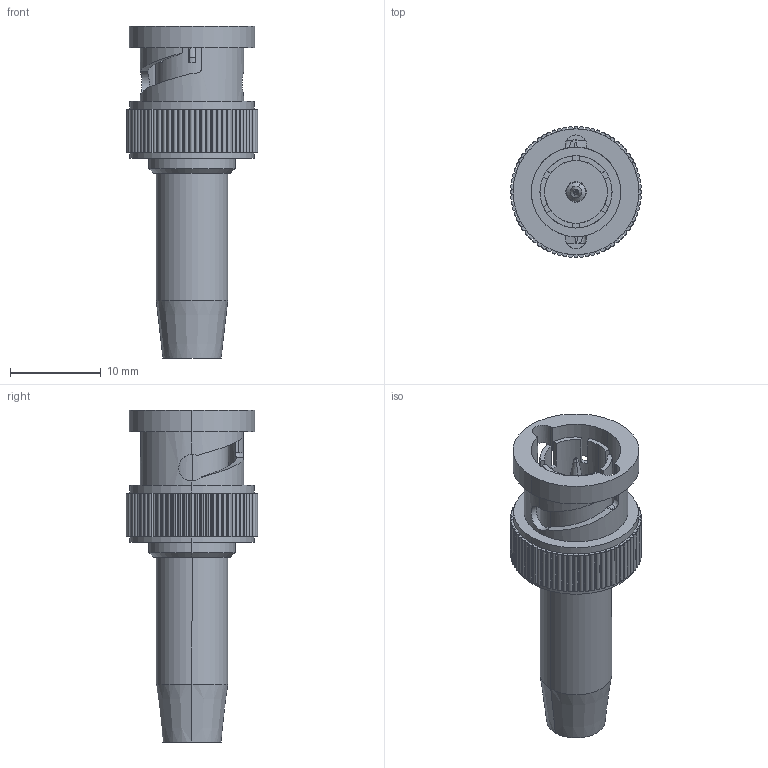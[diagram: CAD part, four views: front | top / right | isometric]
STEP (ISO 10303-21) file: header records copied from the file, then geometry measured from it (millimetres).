
FILE_DESCRIPTION (( 'STEP AP203' ), '1' );
FILE_NAME ('BAC836A-59.STEP', '2006-06-30T19:31:22', ( ' ' ), ( ' ' ), 'SwSTEP 2.0', 'SolidWorks 2005354', '' );
FILE_SCHEMA (( 'CONFIG_CONTROL_DESIGN' ));
Length unit declared in the file: inch
Products named in the file (5): BAC836A-59-MA4; BAC836A-59; BAC836A-59-MA2; BAC836A-59-MA1_with flange; BAC836A-59-MA3
Assembly tree (4 placements, depth 2):
  BAC836A-59
    BAC836A-59-MA3
    BAC836A-59-MA2
    BAC836A-59-MA1_with flange
    BAC836A-59-MA4
Bounding box: 14.48 x 14.48 x 36.53 mm (x, y, z)
Volume: 1534.6 mm3; surface area: 3879.9 mm2
Topology: 4 solids, 4 shells, 364 faces, 1021 edges, 674 vertices
Faces by surface type: plane 191, cylinder 151, cone 14, bspline 8
Entity records: 13104 total; most frequent: CARTESIAN_POINT 2984, ORIENTED_EDGE 2042, DIRECTION 2019, EDGE_CURVE 1021, AXIS2_PLACEMENT_3D 685, VERTEX_POINT 674, VECTOR 649, LINE 649
